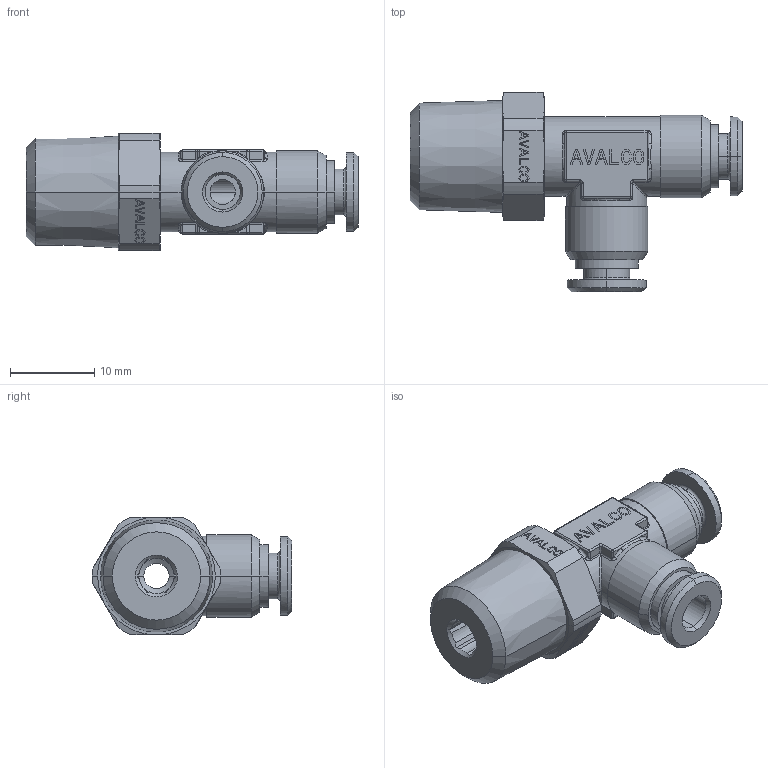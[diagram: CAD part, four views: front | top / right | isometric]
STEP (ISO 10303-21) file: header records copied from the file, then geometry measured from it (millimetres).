
FILE_DESCRIPTION(('CATIA V5 STEP Exchange'),'2;1');
FILE_NAME('PR425B-04R14.stp','2018-04-14T14:34:07+00:00',('none'),('none'),'CATIA Version 5 Release 21 GA (IN-10)','CATIA V5 STEP AP203','none');
FILE_SCHEMA(('CONFIG_CONTROL_DESIGN'));
Length unit declared in the file: millimetre
Products named in the file (1): PR425B-04R14
Bounding box: 39.5 x 23.75 x 14 mm (x, y, z)
Volume: 3938.6 mm3; surface area: 3056.4 mm2
Topology: 1 solids, 1 shells, 834 faces, 2201 edges, 1422 vertices
Faces by surface type: plane 630, cylinder 100, cone 46, torus 24, bspline 22, sphere 12
Entity records: 27097 total; most frequent: CARTESIAN_POINT 7411, ORIENTED_EDGE 4402, DIRECTION 3393, EDGE_CURVE 2201, VECTOR 1772, LINE 1772, VERTEX_POINT 1422, AXIS2_PLACEMENT_3D 919
